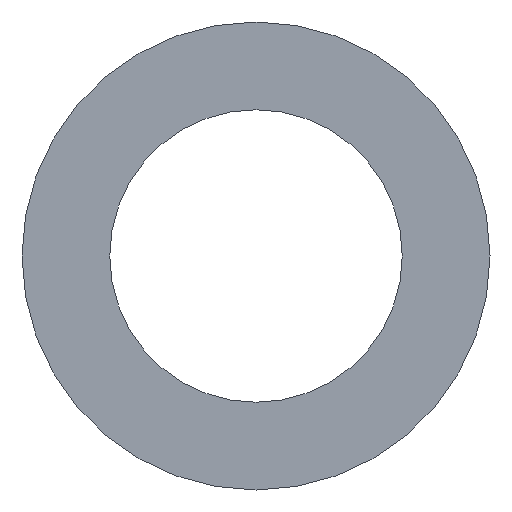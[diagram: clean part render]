
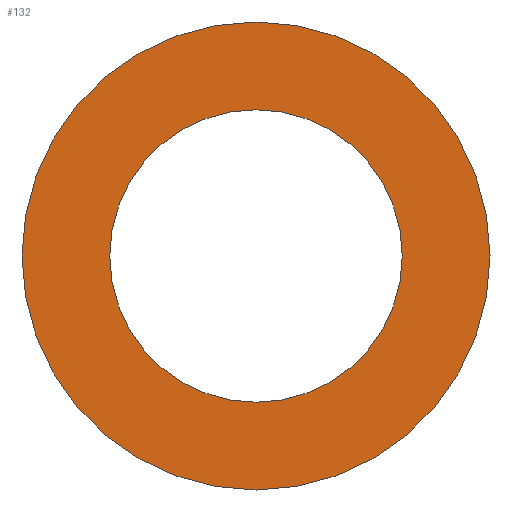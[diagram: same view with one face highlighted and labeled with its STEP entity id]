
A CAD part, left-side view. The second image highlights one B-rep face of the part: STEP entity #132.
In plain terms, the highlighted planar face has unit normal (-1, 0, 0).
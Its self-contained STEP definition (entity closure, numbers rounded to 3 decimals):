
#7 = EDGE_LOOP ( 'NONE', ( #212, #41 ) ) ;
#14 = DIRECTION ( 'NONE',  ( 1., 0., 0. ) ) ;
#18 = CIRCLE ( 'NONE', #100, 35. ) ;
#30 = DIRECTION ( 'NONE',  ( 0., 0., -1. ) ) ;
#41 = ORIENTED_EDGE ( 'NONE', *, *, #189, .F. ) ;
#44 = PLANE ( 'NONE',  #175 ) ;
#47 = DIRECTION ( 'NONE',  ( 0., 0., -1. ) ) ;
#58 = VERTEX_POINT ( 'NONE', #213 ) ;
#62 = CARTESIAN_POINT ( 'NONE',  ( -3., 0., -56. ) ) ;
#66 = DIRECTION ( 'NONE',  ( 0., 0., -1. ) ) ;
#78 = FACE_BOUND ( 'NONE', #135, .T. ) ;
#83 = DIRECTION ( 'NONE',  ( 0., 0., -1. ) ) ;
#87 = CIRCLE ( 'NONE', #229, 56. ) ;
#90 = VERTEX_POINT ( 'NONE', #62 ) ;
#95 = EDGE_CURVE ( 'NONE', #131, #58, #18, .T. ) ;
#97 = CARTESIAN_POINT ( 'NONE',  ( -3., 0., 0. ) ) ;
#100 = AXIS2_PLACEMENT_3D ( 'NONE', #97, #191, #173 ) ;
#101 = CARTESIAN_POINT ( 'NONE',  ( -3., 0., 35. ) ) ;
#106 = DIRECTION ( 'NONE',  ( 1., 0., 0. ) ) ;
#117 = DIRECTION ( 'NONE',  ( 1., 0., 0. ) ) ;
#122 = CARTESIAN_POINT ( 'NONE',  ( -3., 0., 0. ) ) ;
#128 = CARTESIAN_POINT ( 'NONE',  ( -3., 0., 56. ) ) ;
#131 = VERTEX_POINT ( 'NONE', #101 ) ;
#132 = ADVANCED_FACE ( 'NONE', ( #78, #178 ), #44, .F. ) ;
#134 = ORIENTED_EDGE ( 'NONE', *, *, #245, .T. ) ;
#135 = EDGE_LOOP ( 'NONE', ( #134, #171 ) ) ;
#143 = CARTESIAN_POINT ( 'NONE',  ( -3., 0., 0. ) ) ;
#159 = CIRCLE ( 'NONE', #202, 35. ) ;
#165 = DIRECTION ( 'NONE',  ( 1., 0., 0. ) ) ;
#171 = ORIENTED_EDGE ( 'NONE', *, *, #95, .T. ) ;
#173 = DIRECTION ( 'NONE',  ( 0., 0., -1. ) ) ;
#175 = AXIS2_PLACEMENT_3D ( 'NONE', #143, #117, #47 ) ;
#176 = AXIS2_PLACEMENT_3D ( 'NONE', #220, #165, #30 ) ;
#178 = FACE_OUTER_BOUND ( 'NONE', #7, .T. ) ;
#188 = CIRCLE ( 'NONE', #176, 56. ) ;
#189 = EDGE_CURVE ( 'NONE', #210, #90, #87, .T. ) ;
#191 = DIRECTION ( 'NONE',  ( 1., 0., 0. ) ) ;
#202 = AXIS2_PLACEMENT_3D ( 'NONE', #203, #14, #66 ) ;
#203 = CARTESIAN_POINT ( 'NONE',  ( -3., 0., 0. ) ) ;
#210 = VERTEX_POINT ( 'NONE', #128 ) ;
#212 = ORIENTED_EDGE ( 'NONE', *, *, #249, .F. ) ;
#213 = CARTESIAN_POINT ( 'NONE',  ( -3., 0., -35. ) ) ;
#220 = CARTESIAN_POINT ( 'NONE',  ( -3., 0., 0. ) ) ;
#229 = AXIS2_PLACEMENT_3D ( 'NONE', #122, #106, #83 ) ;
#245 = EDGE_CURVE ( 'NONE', #58, #131, #159, .T. ) ;
#249 = EDGE_CURVE ( 'NONE', #90, #210, #188, .T. ) ;
